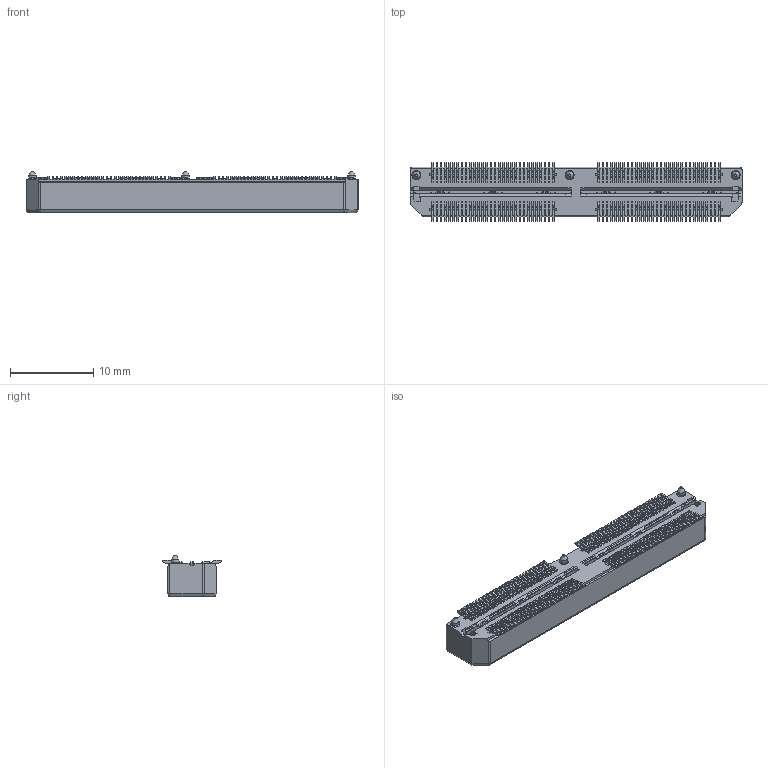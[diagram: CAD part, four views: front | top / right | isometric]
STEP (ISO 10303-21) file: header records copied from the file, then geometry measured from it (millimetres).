
FILE_DESCRIPTION( ('This file contains a STEP AP42 implementation' ,'as created by ZW3D STEP Interface translator.') ,'2;1' );
FILE_NAME( '37201-PM120-042W1R01.stp' ,'23 328.1110 7', (''), ('ZWCAD Software Co.'), 'Version 1.0', 'ZW3D to STEP translator', '' );
FILE_SCHEMA(('AUTOMOTIVE_DESIGN { 1 0 10303 214 1 1 1 1 }'));
Length unit declared in the file: millimetre
Products named in the file (2): 0; 37201-PM120-042W1R01
Bounding box: 40 x 7.1 x 5.01 mm (x, y, z)
Volume: 581.2 mm3; surface area: 2475.4 mm2
Topology: 1 solids, 1 shells, 8661 faces, 24381 edges, 15916 vertices
Faces by surface type: plane 6780, cylinder 1869, cone 9, torus 3
Full cylindrical faces by diameter (mm): 0.89 x3
Entity records: 285059 total; most frequent: CARTESIAN_POINT 50771, ORIENTED_EDGE 48762, DIRECTION 44452, EDGE_CURVE 24381, VECTOR 20586, LINE 20586, VERTEX_POINT 15916, AXIS2_PLACEMENT_3D 11933
